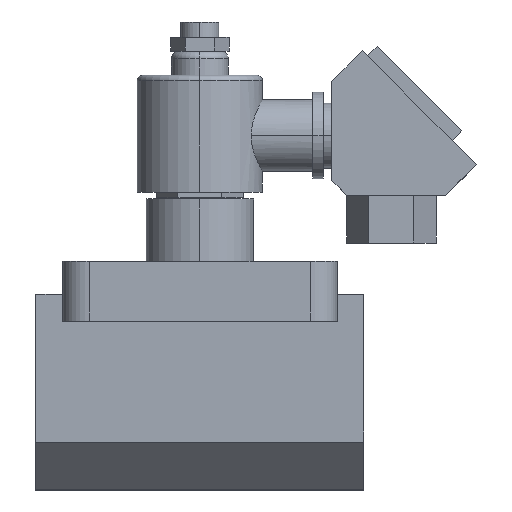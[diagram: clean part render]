
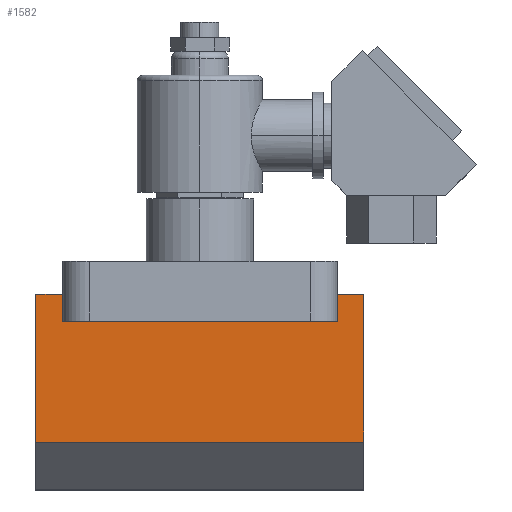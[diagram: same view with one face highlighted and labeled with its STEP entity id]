
A CAD part, top view. The second image highlights one B-rep face of the part: STEP entity #1582.
In plain terms, the highlighted planar face has unit normal (0, 0, 1).
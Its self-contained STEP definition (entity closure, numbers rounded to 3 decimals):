
#136 = CARTESIAN_POINT ( 'NONE',  ( -46., -33.8, 27.5 ) ) ;
#152 = EDGE_CURVE ( 'NONE', #1864, #1276, #2608, .T. ) ;
#177 = DIRECTION ( 'NONE',  ( 0., 1., 0. ) ) ;
#250 = VECTOR ( 'NONE', #2780, 1000. ) ;
#266 = PLANE ( 'NONE',  #2349 ) ;
#272 = VECTOR ( 'NONE', #361, 1000. ) ;
#322 = EDGE_CURVE ( 'NONE', #1039, #2937, #2725, .T. ) ;
#348 = CARTESIAN_POINT ( 'NONE',  ( -55., -24.8, 27.5 ) ) ;
#361 = DIRECTION ( 'NONE',  ( -1., 0., 0. ) ) ;
#481 = CARTESIAN_POINT ( 'NONE',  ( -46., -33.8, 27.5 ) ) ;
#500 = DIRECTION ( 'NONE',  ( 1., 0., 0. ) ) ;
#507 = VECTOR ( 'NONE', #3169, 1000. ) ;
#515 = DIRECTION ( 'NONE',  ( 0., 0., -1. ) ) ;
#544 = LINE ( 'NONE', #574, #1531 ) ;
#574 = CARTESIAN_POINT ( 'NONE',  ( 55., -24.8, 27.5 ) ) ;
#657 = ORIENTED_EDGE ( 'NONE', *, *, #2694, .F. ) ;
#784 = EDGE_CURVE ( 'NONE', #1864, #1039, #1964, .T. ) ;
#795 = VECTOR ( 'NONE', #1047, 1000. ) ;
#934 = VERTEX_POINT ( 'NONE', #2502 ) ;
#1019 = ORIENTED_EDGE ( 'NONE', *, *, #2831, .T. ) ;
#1039 = VERTEX_POINT ( 'NONE', #136 ) ;
#1047 = DIRECTION ( 'NONE',  ( -1., 0., 0. ) ) ;
#1071 = CARTESIAN_POINT ( 'NONE',  ( -55., -74.3, 27.5 ) ) ;
#1138 = EDGE_CURVE ( 'NONE', #2747, #1769, #2665, .T. ) ;
#1263 = VERTEX_POINT ( 'NONE', #2745 ) ;
#1276 = VERTEX_POINT ( 'NONE', #3023 ) ;
#1390 = LINE ( 'NONE', #2618, #1772 ) ;
#1467 = CARTESIAN_POINT ( 'NONE',  ( 55., -74.3, 27.5 ) ) ;
#1531 = VECTOR ( 'NONE', #1789, 1000. ) ;
#1550 = EDGE_CURVE ( 'NONE', #1263, #2747, #544, .T. ) ;
#1568 = CARTESIAN_POINT ( 'NONE',  ( 46., -33.8, 27.5 ) ) ;
#1582 = ADVANCED_FACE ( 'NONE', ( #2242 ), #266, .F. ) ;
#1626 = CARTESIAN_POINT ( 'NONE',  ( -46., -24.8, 27.5 ) ) ;
#1669 = CARTESIAN_POINT ( 'NONE',  ( 55., -74.3, 27.5 ) ) ;
#1716 = CARTESIAN_POINT ( 'NONE',  ( 55., -24.8, 27.5 ) ) ;
#1769 = VERTEX_POINT ( 'NONE', #1071 ) ;
#1772 = VECTOR ( 'NONE', #177, 1000. ) ;
#1776 = EDGE_CURVE ( 'NONE', #1276, #1769, #2082, .T. ) ;
#1789 = DIRECTION ( 'NONE',  ( 0., -1., 0. ) ) ;
#1814 = ORIENTED_EDGE ( 'NONE', *, *, #1776, .T. ) ;
#1864 = VERTEX_POINT ( 'NONE', #1626 ) ;
#1964 = LINE ( 'NONE', #481, #507 ) ;
#2020 = VECTOR ( 'NONE', #500, 1000. ) ;
#2075 = CARTESIAN_POINT ( 'NONE',  ( 55., -24.8, 27.5 ) ) ;
#2082 = LINE ( 'NONE', #348, #250 ) ;
#2144 = ORIENTED_EDGE ( 'NONE', *, *, #1550, .F. ) ;
#2174 = ORIENTED_EDGE ( 'NONE', *, *, #322, .F. ) ;
#2207 = CARTESIAN_POINT ( 'NONE',  ( 46., -33.8, 27.5 ) ) ;
#2242 = FACE_OUTER_BOUND ( 'NONE', #2395, .T. ) ;
#2349 = AXIS2_PLACEMENT_3D ( 'NONE', #1716, #515, #2999 ) ;
#2395 = EDGE_LOOP ( 'NONE', ( #3125, #2434, #1814, #2620, #2144, #1019, #657, #2174 ) ) ;
#2404 = DIRECTION ( 'NONE',  ( -1., 0., 0. ) ) ;
#2434 = ORIENTED_EDGE ( 'NONE', *, *, #152, .T. ) ;
#2502 = CARTESIAN_POINT ( 'NONE',  ( 46., -24.8, 27.5 ) ) ;
#2513 = CARTESIAN_POINT ( 'NONE',  ( 55., -24.8, 27.5 ) ) ;
#2608 = LINE ( 'NONE', #2075, #272 ) ;
#2618 = CARTESIAN_POINT ( 'NONE',  ( 46., -33.8, 27.5 ) ) ;
#2620 = ORIENTED_EDGE ( 'NONE', *, *, #1138, .F. ) ;
#2665 = LINE ( 'NONE', #1467, #2868 ) ;
#2694 = EDGE_CURVE ( 'NONE', #2937, #934, #1390, .T. ) ;
#2725 = LINE ( 'NONE', #2207, #2020 ) ;
#2745 = CARTESIAN_POINT ( 'NONE',  ( 55., -24.8, 27.5 ) ) ;
#2747 = VERTEX_POINT ( 'NONE', #1669 ) ;
#2780 = DIRECTION ( 'NONE',  ( 0., -1., 0. ) ) ;
#2831 = EDGE_CURVE ( 'NONE', #1263, #934, #3001, .T. ) ;
#2868 = VECTOR ( 'NONE', #2404, 1000. ) ;
#2937 = VERTEX_POINT ( 'NONE', #1568 ) ;
#2999 = DIRECTION ( 'NONE',  ( 0., 1., 0. ) ) ;
#3001 = LINE ( 'NONE', #2513, #795 ) ;
#3023 = CARTESIAN_POINT ( 'NONE',  ( -55., -24.8, 27.5 ) ) ;
#3125 = ORIENTED_EDGE ( 'NONE', *, *, #784, .F. ) ;
#3169 = DIRECTION ( 'NONE',  ( 0., -1., 0. ) ) ;
